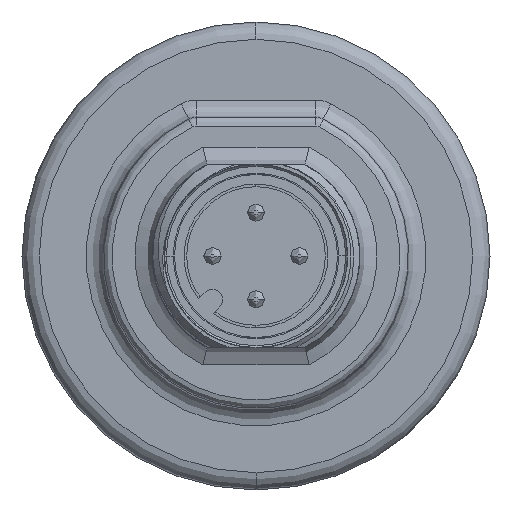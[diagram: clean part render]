
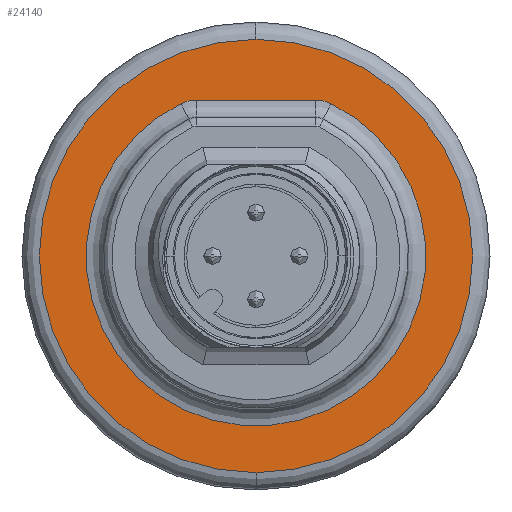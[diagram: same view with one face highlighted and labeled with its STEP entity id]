
A CAD part, left-side view. The second image highlights one B-rep face of the part: STEP entity #24140.
In plain terms, the highlighted planar face has unit normal (-1, 0, 0).
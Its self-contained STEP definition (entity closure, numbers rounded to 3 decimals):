
#8984=CARTESIAN_POINT('',(-518.5,0.,0.));
#8985=DIRECTION('',(1.,0.,0.));
#8986=DIRECTION('',(0.,0.,1.));
#8987=AXIS2_PLACEMENT_3D('',#8984,#8985,#8986);
#8989=CARTESIAN_POINT('',(-518.5,0.,0.));
#8990=DIRECTION('',(1.,0.,0.));
#8991=DIRECTION('',(0.,0.,-1.));
#8992=AXIS2_PLACEMENT_3D('',#8989,#8990,#8991);
#8994=CARTESIAN_POINT('',(-518.5,3.441,7.));
#8995=DIRECTION('',(1.,0.,0.));
#8996=DIRECTION('',(0.,0.441,0.897));
#8997=AXIS2_PLACEMENT_3D('',#8994,#8995,#8996);
#8999=CARTESIAN_POINT('',(-518.5,0.,0.));
#9000=DIRECTION('',(1.,0.,0.));
#9001=DIRECTION('',(0.,-0.441,0.897));
#9002=AXIS2_PLACEMENT_3D('',#8999,#9000,#9001);
#9004=CARTESIAN_POINT('',(-518.5,-3.441,7.));
#9005=DIRECTION('',(1.,0.,0.));
#9006=DIRECTION('',(0.,0.,1.));
#9007=AXIS2_PLACEMENT_3D('',#9004,#9005,#9006);
#9009=DIRECTION('',(0.,-1.,0.));
#9010=VECTOR('',#9009,6.882);
#9011=CARTESIAN_POINT('',(-518.5,3.441,9.));
#9012=LINE('',#9011,#9010);
#15925=CARTESIAN_POINT('',(-518.5,0.,12.5));
#15926=CARTESIAN_POINT('',(-518.5,0.,-12.5));
#15927=VERTEX_POINT('',#15925);
#15928=VERTEX_POINT('',#15926);
#15965=CARTESIAN_POINT('',(-518.5,4.323,8.795));
#15966=CARTESIAN_POINT('',(-518.5,3.441,9.));
#15967=VERTEX_POINT('',#15965);
#15968=VERTEX_POINT('',#15966);
#15971=CARTESIAN_POINT('',(-518.5,-3.441,9.));
#15972=VERTEX_POINT('',#15971);
#15975=CARTESIAN_POINT('',(-518.5,-4.323,8.795));
#15976=VERTEX_POINT('',#15975);
#24121=CARTESIAN_POINT('',(-518.5,0.,0.));
#24122=DIRECTION('',(1.,0.,0.));
#24123=DIRECTION('',(0.,0.,-1.));
#24124=AXIS2_PLACEMENT_3D('',#24121,#24122,#24123);
#24125=PLANE('',#24124);
#24126=ORIENTED_EDGE('',*,*,#24101,.T.);
#24127=ORIENTED_EDGE('',*,*,#24115,.T.);
#24128=EDGE_LOOP('',(#24126,#24127));
#24129=FACE_OUTER_BOUND('',#24128,.F.);
#24131=ORIENTED_EDGE('',*,*,#24130,.F.);
#24133=ORIENTED_EDGE('',*,*,#24132,.F.);
#24135=ORIENTED_EDGE('',*,*,#24134,.F.);
#24137=ORIENTED_EDGE('',*,*,#24136,.F.);
#24138=EDGE_LOOP('',(#24131,#24133,#24135,#24137));
#24139=FACE_BOUND('',#24138,.F.);
#24140=ADVANCED_FACE('',(#24129,#24139),#24125,.F.);
#8988=CIRCLE('',#8987,12.5);
#8993=CIRCLE('',#8992,12.5);
#8998=CIRCLE('',#8997,2.);
#9003=CIRCLE('',#9002,9.8);
#9008=CIRCLE('',#9007,2.);
#24101=EDGE_CURVE('',#15927,#15928,#8988,.T.);
#24115=EDGE_CURVE('',#15928,#15927,#8993,.T.);
#24130=EDGE_CURVE('',#15967,#15968,#8998,.T.);
#24132=EDGE_CURVE('',#15976,#15967,#9003,.T.);
#24134=EDGE_CURVE('',#15972,#15976,#9008,.T.);
#24136=EDGE_CURVE('',#15968,#15972,#9012,.T.);
